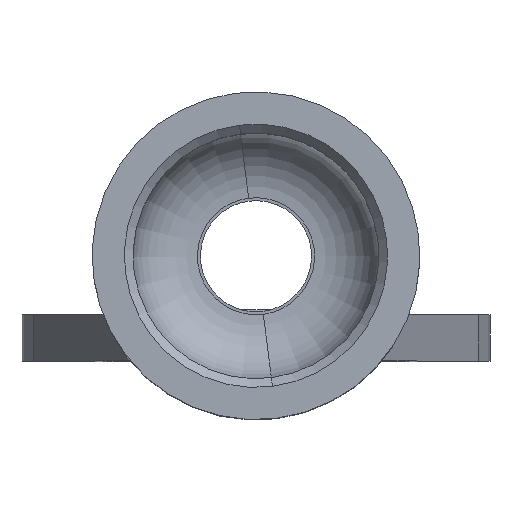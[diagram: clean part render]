
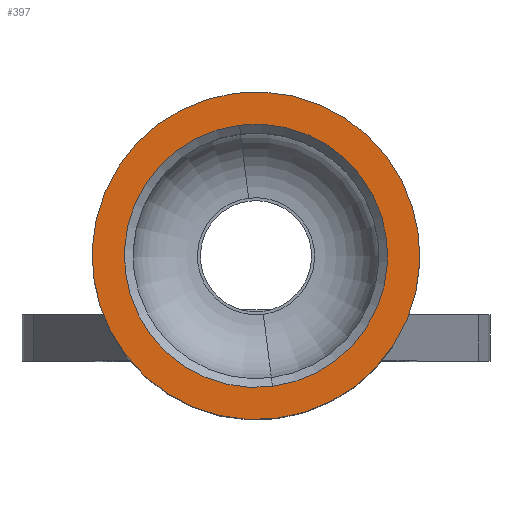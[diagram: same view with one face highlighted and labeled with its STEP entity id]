
A CAD part, top view. The second image highlights one B-rep face of the part: STEP entity #397.
In plain terms, the highlighted face is planar.
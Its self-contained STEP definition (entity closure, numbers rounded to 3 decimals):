
#47 = ORIENTED_EDGE ( 'NONE', *, *, #1211, .T. ) ;
#136 = CARTESIAN_POINT ( 'NONE',  ( 0., 0., 0. ) ) ;
#151 = DIRECTION ( 'NONE',  ( -1., 0., 0. ) ) ;
#202 = DIRECTION ( 'NONE',  ( 0., 0., -1. ) ) ;
#210 = CARTESIAN_POINT ( 'NONE',  ( 0., 0., 0. ) ) ;
#235 = CARTESIAN_POINT ( 'NONE',  ( 0., 0., 2.25 ) ) ;
#256 = CIRCLE ( 'NONE', #1229, 2.25 ) ;
#260 = CARTESIAN_POINT ( 'NONE',  ( 0., 0., 0. ) ) ;
#331 = VERTEX_POINT ( 'NONE', #1437 ) ;
#333 = DIRECTION ( 'NONE',  ( 0., 0., 1. ) ) ;
#338 = DIRECTION ( 'NONE',  ( 0., 0., 1. ) ) ;
#357 = CIRCLE ( 'NONE', #1250, 2.8 ) ;
#363 = EDGE_CURVE ( 'NONE', #1037, #756, #256, .T. ) ;
#394 = CARTESIAN_POINT ( 'NONE',  ( 0., 0., -2.25 ) ) ;
#397 = ADVANCED_FACE ( 'NONE', ( #791, #1187 ), #1457, .F. ) ;
#420 = EDGE_CURVE ( 'NONE', #756, #1037, #1573, .T. ) ;
#469 = AXIS2_PLACEMENT_3D ( 'NONE', #394, #1220, #202 ) ;
#518 = EDGE_LOOP ( 'NONE', ( #1118, #1614 ) ) ;
#548 = DIRECTION ( 'NONE',  ( -1., 0., 0. ) ) ;
#625 = CARTESIAN_POINT ( 'NONE',  ( 0., 0., -2.8 ) ) ;
#738 = VERTEX_POINT ( 'NONE', #625 ) ;
#745 = DIRECTION ( 'NONE',  ( -1., 0., 0. ) ) ;
#756 = VERTEX_POINT ( 'NONE', #235 ) ;
#786 = ORIENTED_EDGE ( 'NONE', *, *, #1405, .T. ) ;
#791 = FACE_BOUND ( 'NONE', #518, .T. ) ;
#901 = EDGE_LOOP ( 'NONE', ( #47, #786 ) ) ;
#948 = DIRECTION ( 'NONE',  ( 0., 0., 1. ) ) ;
#1037 = VERTEX_POINT ( 'NONE', #1137 ) ;
#1057 = DIRECTION ( 'NONE',  ( -1., 0., 0. ) ) ;
#1118 = ORIENTED_EDGE ( 'NONE', *, *, #420, .F. ) ;
#1134 = CARTESIAN_POINT ( 'NONE',  ( 0., 0., 0. ) ) ;
#1137 = CARTESIAN_POINT ( 'NONE',  ( 0., 0., -2.25 ) ) ;
#1187 = FACE_OUTER_BOUND ( 'NONE', #901, .T. ) ;
#1211 = EDGE_CURVE ( 'NONE', #331, #738, #1280, .T. ) ;
#1218 = AXIS2_PLACEMENT_3D ( 'NONE', #1134, #151, #333 ) ;
#1220 = DIRECTION ( 'NONE',  ( 1., 0., 0. ) ) ;
#1229 = AXIS2_PLACEMENT_3D ( 'NONE', #136, #548, #1583 ) ;
#1250 = AXIS2_PLACEMENT_3D ( 'NONE', #260, #1057, #948 ) ;
#1280 = CIRCLE ( 'NONE', #1218, 2.8 ) ;
#1405 = EDGE_CURVE ( 'NONE', #738, #331, #357, .T. ) ;
#1437 = CARTESIAN_POINT ( 'NONE',  ( 0., 0., 2.8 ) ) ;
#1457 = PLANE ( 'NONE',  #469 ) ;
#1519 = AXIS2_PLACEMENT_3D ( 'NONE', #210, #745, #338 ) ;
#1573 = CIRCLE ( 'NONE', #1519, 2.25 ) ;
#1583 = DIRECTION ( 'NONE',  ( 0., 0., 1. ) ) ;
#1614 = ORIENTED_EDGE ( 'NONE', *, *, #363, .F. ) ;
